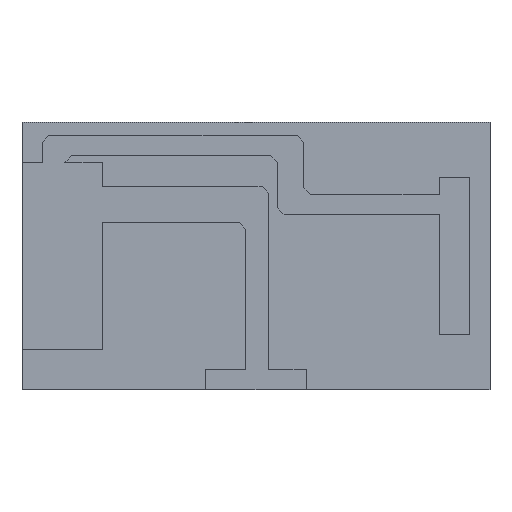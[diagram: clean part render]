
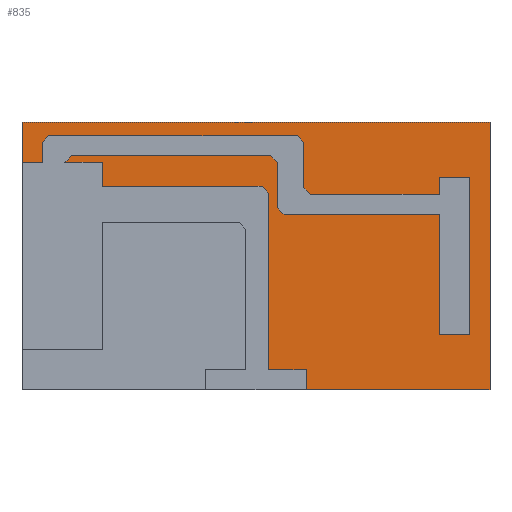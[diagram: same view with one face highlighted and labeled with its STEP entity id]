
A CAD part, front view. The second image highlights one B-rep face of the part: STEP entity #835.
In plain terms, the highlighted planar face has unit normal (0, -1, 0).
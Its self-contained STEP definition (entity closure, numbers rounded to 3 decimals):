
#49=FACE_OUTER_BOUND('',#90,.T.);
#90=EDGE_LOOP('',(#667,#668,#669,#670,#671,#672,#673,#674,#675,#676,#677,
#678,#679,#680,#681,#682,#683,#684,#685,#686,#687,#688,#689,#690,#691,#692,
#693,#694,#695,#696));
#97=LINE('',#1108,#214);
#101=LINE('',#1116,#218);
#104=LINE('',#1122,#221);
#107=LINE('',#1128,#224);
#110=LINE('',#1134,#227);
#113=LINE('',#1140,#230);
#116=LINE('',#1146,#233);
#119=LINE('',#1152,#236);
#122=LINE('',#1158,#239);
#125=LINE('',#1164,#242);
#128=LINE('',#1170,#245);
#131=LINE('',#1176,#248);
#134=LINE('',#1182,#251);
#137=LINE('',#1188,#254);
#140=LINE('',#1194,#257);
#143=LINE('',#1200,#260);
#146=LINE('',#1206,#263);
#156=LINE('',#1228,#273);
#160=LINE('',#1237,#277);
#164=LINE('',#1245,#281);
#167=LINE('',#1251,#284);
#170=LINE('',#1257,#287);
#173=LINE('',#1263,#290);
#176=LINE('',#1269,#293);
#179=LINE('',#1274,#296);
#181=LINE('',#1277,#298);
#200=LINE('',#1315,#317);
#201=LINE('',#1317,#318);
#202=LINE('',#1319,#319);
#203=LINE('',#1320,#320);
#214=VECTOR('',#907,10.);
#218=VECTOR('',#913,10.);
#221=VECTOR('',#918,10.);
#224=VECTOR('',#923,10.);
#227=VECTOR('',#928,10.);
#230=VECTOR('',#933,10.);
#233=VECTOR('',#938,10.);
#236=VECTOR('',#943,10.);
#239=VECTOR('',#948,10.);
#242=VECTOR('',#953,10.);
#245=VECTOR('',#958,10.);
#248=VECTOR('',#963,10.);
#251=VECTOR('',#968,10.);
#254=VECTOR('',#973,10.);
#257=VECTOR('',#978,10.);
#260=VECTOR('',#983,10.);
#263=VECTOR('',#988,10.);
#273=VECTOR('',#1004,10.);
#277=VECTOR('',#1010,10.);
#281=VECTOR('',#1016,10.);
#284=VECTOR('',#1021,10.);
#287=VECTOR('',#1026,10.);
#290=VECTOR('',#1031,10.);
#293=VECTOR('',#1036,10.);
#296=VECTOR('',#1041,10.);
#298=VECTOR('',#1045,10.);
#317=VECTOR('',#1078,10.);
#318=VECTOR('',#1079,10.);
#319=VECTOR('',#1080,10.);
#320=VECTOR('',#1081,10.);
#331=VERTEX_POINT('',#1106);
#332=VERTEX_POINT('',#1107);
#335=VERTEX_POINT('',#1115);
#337=VERTEX_POINT('',#1121);
#339=VERTEX_POINT('',#1127);
#341=VERTEX_POINT('',#1133);
#343=VERTEX_POINT('',#1139);
#345=VERTEX_POINT('',#1145);
#347=VERTEX_POINT('',#1151);
#349=VERTEX_POINT('',#1157);
#351=VERTEX_POINT('',#1163);
#353=VERTEX_POINT('',#1169);
#355=VERTEX_POINT('',#1175);
#357=VERTEX_POINT('',#1181);
#359=VERTEX_POINT('',#1187);
#361=VERTEX_POINT('',#1193);
#363=VERTEX_POINT('',#1199);
#365=VERTEX_POINT('',#1205);
#373=VERTEX_POINT('',#1226);
#374=VERTEX_POINT('',#1227);
#377=VERTEX_POINT('',#1235);
#378=VERTEX_POINT('',#1236);
#381=VERTEX_POINT('',#1244);
#383=VERTEX_POINT('',#1250);
#385=VERTEX_POINT('',#1256);
#387=VERTEX_POINT('',#1262);
#389=VERTEX_POINT('',#1268);
#402=VERTEX_POINT('',#1314);
#403=VERTEX_POINT('',#1316);
#404=VERTEX_POINT('',#1318);
#409=EDGE_CURVE('',#331,#332,#97,.T.);
#413=EDGE_CURVE('',#332,#335,#101,.T.);
#416=EDGE_CURVE('',#335,#337,#104,.T.);
#419=EDGE_CURVE('',#337,#339,#107,.T.);
#422=EDGE_CURVE('',#339,#341,#110,.T.);
#425=EDGE_CURVE('',#341,#343,#113,.T.);
#428=EDGE_CURVE('',#343,#345,#116,.T.);
#431=EDGE_CURVE('',#345,#347,#119,.T.);
#434=EDGE_CURVE('',#347,#349,#122,.T.);
#437=EDGE_CURVE('',#349,#351,#125,.T.);
#440=EDGE_CURVE('',#351,#353,#128,.T.);
#443=EDGE_CURVE('',#353,#355,#131,.T.);
#446=EDGE_CURVE('',#355,#357,#134,.T.);
#449=EDGE_CURVE('',#357,#359,#137,.T.);
#452=EDGE_CURVE('',#359,#361,#140,.T.);
#455=EDGE_CURVE('',#361,#363,#143,.T.);
#458=EDGE_CURVE('',#363,#365,#146,.T.);
#468=EDGE_CURVE('',#373,#374,#156,.T.);
#472=EDGE_CURVE('',#377,#378,#160,.T.);
#476=EDGE_CURVE('',#381,#377,#164,.T.);
#479=EDGE_CURVE('',#383,#381,#167,.T.);
#482=EDGE_CURVE('',#385,#383,#170,.T.);
#485=EDGE_CURVE('',#387,#385,#173,.T.);
#488=EDGE_CURVE('',#389,#387,#176,.T.);
#491=EDGE_CURVE('',#374,#389,#179,.T.);
#493=EDGE_CURVE('',#378,#331,#181,.T.);
#512=EDGE_CURVE('',#365,#402,#200,.T.);
#513=EDGE_CURVE('',#402,#403,#201,.T.);
#514=EDGE_CURVE('',#403,#404,#202,.T.);
#515=EDGE_CURVE('',#404,#373,#203,.T.);
#667=ORIENTED_EDGE('',*,*,#468,.T.);
#668=ORIENTED_EDGE('',*,*,#491,.T.);
#669=ORIENTED_EDGE('',*,*,#488,.T.);
#670=ORIENTED_EDGE('',*,*,#485,.T.);
#671=ORIENTED_EDGE('',*,*,#482,.T.);
#672=ORIENTED_EDGE('',*,*,#479,.T.);
#673=ORIENTED_EDGE('',*,*,#476,.T.);
#674=ORIENTED_EDGE('',*,*,#472,.T.);
#675=ORIENTED_EDGE('',*,*,#493,.T.);
#676=ORIENTED_EDGE('',*,*,#409,.T.);
#677=ORIENTED_EDGE('',*,*,#413,.T.);
#678=ORIENTED_EDGE('',*,*,#416,.T.);
#679=ORIENTED_EDGE('',*,*,#419,.T.);
#680=ORIENTED_EDGE('',*,*,#422,.T.);
#681=ORIENTED_EDGE('',*,*,#425,.T.);
#682=ORIENTED_EDGE('',*,*,#428,.T.);
#683=ORIENTED_EDGE('',*,*,#431,.T.);
#684=ORIENTED_EDGE('',*,*,#434,.T.);
#685=ORIENTED_EDGE('',*,*,#437,.T.);
#686=ORIENTED_EDGE('',*,*,#440,.T.);
#687=ORIENTED_EDGE('',*,*,#443,.T.);
#688=ORIENTED_EDGE('',*,*,#446,.T.);
#689=ORIENTED_EDGE('',*,*,#449,.T.);
#690=ORIENTED_EDGE('',*,*,#452,.T.);
#691=ORIENTED_EDGE('',*,*,#455,.T.);
#692=ORIENTED_EDGE('',*,*,#458,.T.);
#693=ORIENTED_EDGE('',*,*,#512,.T.);
#694=ORIENTED_EDGE('',*,*,#513,.T.);
#695=ORIENTED_EDGE('',*,*,#514,.T.);
#696=ORIENTED_EDGE('',*,*,#515,.T.);
#794=PLANE('',#896);
#835=ADVANCED_FACE('',(#49),#794,.T.);
#896=AXIS2_PLACEMENT_3D('',#1313,#1076,#1077);
#907=DIRECTION('',(1.,0.,0.));
#913=DIRECTION('',(0.,0.,-1.));
#918=DIRECTION('',(-1.,0.,0.));
#923=DIRECTION('',(0.,0.,1.));
#928=DIRECTION('',(-1.,0.,0.));
#933=DIRECTION('',(-0.707,0.,0.707));
#938=DIRECTION('',(0.,0.,1.));
#943=DIRECTION('',(-0.707,0.,0.707));
#948=DIRECTION('',(-1.,0.,0.));
#953=DIRECTION('',(-0.707,0.,-0.707));
#958=DIRECTION('',(1.,0.,0.));
#963=DIRECTION('',(0.,0.,-1.));
#968=DIRECTION('',(1.,0.,0.));
#973=DIRECTION('',(0.707,0.,-0.707));
#978=DIRECTION('',(0.,0.,-1.));
#983=DIRECTION('',(1.,0.,0.));
#988=DIRECTION('',(0.,0.,-1.));
#1004=DIRECTION('',(1.,0.,0.));
#1010=DIRECTION('',(1.,0.,0.));
#1016=DIRECTION('',(0.707,0.,-0.707));
#1021=DIRECTION('',(0.,0.,-1.));
#1026=DIRECTION('',(0.707,0.,-0.707));
#1031=DIRECTION('',(1.,0.,0.));
#1036=DIRECTION('',(0.707,0.,0.707));
#1041=DIRECTION('',(0.,0.,1.));
#1045=DIRECTION('',(0.,0.,1.));
#1076=DIRECTION('center_axis',(0.,-1.,0.));
#1077=DIRECTION('ref_axis',(0.,0.,-1.));
#1078=DIRECTION('',(1.,0.,0.));
#1079=DIRECTION('',(0.,0.,1.));
#1080=DIRECTION('',(-1.,0.,0.));
#1081=DIRECTION('',(0.,0.,-1.));
#1106=CARTESIAN_POINT('',(-38.,0.,-41.));
#1107=CARTESIAN_POINT('',(-15.,0.,-41.));
#1108=CARTESIAN_POINT('',(-106.5,0.,-41.));
#1115=CARTESIAN_POINT('',(-15.,0.,-159.));
#1116=CARTESIAN_POINT('',(-15.,0.,-70.5));
#1121=CARTESIAN_POINT('',(-38.,0.,-159.));
#1122=CARTESIAN_POINT('',(-95.,0.,-159.));
#1127=CARTESIAN_POINT('',(-38.,0.,-69.));
#1128=CARTESIAN_POINT('',(-38.,0.,-129.5));
#1133=CARTESIAN_POINT('',(-154.031,0.,-69.));
#1134=CARTESIAN_POINT('',(-106.5,0.,-69.));
#1139=CARTESIAN_POINT('',(-159.031,0.,-64.));
#1140=CARTESIAN_POINT('',(-151.523,0.,-71.508));
#1145=CARTESIAN_POINT('',(-159.031,0.,-30.));
#1146=CARTESIAN_POINT('',(-159.031,0.,-82.));
#1151=CARTESIAN_POINT('',(-164.031,0.,-25.));
#1152=CARTESIAN_POINT('',(-145.523,0.,-43.508));
#1157=CARTESIAN_POINT('',(-313.,0.,-25.));
#1158=CARTESIAN_POINT('',(-169.516,0.,-25.));
#1163=CARTESIAN_POINT('',(-318.,0.,-30.));
#1164=CARTESIAN_POINT('',(-297.25,0.,-9.25));
#1169=CARTESIAN_POINT('',(-290.,0.,-30.));
#1170=CARTESIAN_POINT('',(-262.5,0.,-30.));
#1175=CARTESIAN_POINT('',(-290.,0.,-48.));
#1176=CARTESIAN_POINT('',(-290.,0.,-65.));
#1181=CARTESIAN_POINT('',(-170.5,0.,-48.));
#1182=CARTESIAN_POINT('',(-232.5,0.,-48.));
#1187=CARTESIAN_POINT('',(-165.5,0.,-53.));
#1188=CARTESIAN_POINT('',(-158.625,0.,-59.875));
#1193=CARTESIAN_POINT('',(-165.5,0.,-185.));
#1194=CARTESIAN_POINT('',(-165.5,0.,-76.5));
#1199=CARTESIAN_POINT('',(-137.5,0.,-185.));
#1200=CARTESIAN_POINT('',(-193.75,0.,-185.));
#1205=CARTESIAN_POINT('',(-137.5,0.,-200.));
#1206=CARTESIAN_POINT('',(-137.5,0.,-142.5));
#1226=CARTESIAN_POINT('',(-350.,0.,-30.));
#1227=CARTESIAN_POINT('',(-335.,0.,-30.));
#1228=CARTESIAN_POINT('',(-262.5,0.,-30.));
#1235=CARTESIAN_POINT('',(-134.219,0.,-54.));
#1236=CARTESIAN_POINT('',(-38.,0.,-54.));
#1237=CARTESIAN_POINT('',(-154.609,0.,-54.));
#1244=CARTESIAN_POINT('',(-139.219,0.,-49.));
#1245=CARTESIAN_POINT('',(-135.414,0.,-52.805));
#1250=CARTESIAN_POINT('',(-139.219,0.,-15.));
#1251=CARTESIAN_POINT('',(-139.219,0.,-57.5));
#1256=CARTESIAN_POINT('',(-144.219,0.,-10.));
#1257=CARTESIAN_POINT('',(-129.414,0.,-24.805));
#1262=CARTESIAN_POINT('',(-330.,0.,-10.));
#1263=CARTESIAN_POINT('',(-252.5,0.,-10.));
#1268=CARTESIAN_POINT('',(-335.,0.,-15.));
#1269=CARTESIAN_POINT('',(-316.25,0.,3.75));
#1274=CARTESIAN_POINT('',(-335.,0.,-65.));
#1277=CARTESIAN_POINT('',(-38.,0.,-129.5));
#1313=CARTESIAN_POINT('Origin',(-175.,0.,-100.));
#1314=CARTESIAN_POINT('',(0.,0.,-200.));
#1315=CARTESIAN_POINT('',(-350.,0.,-200.));
#1316=CARTESIAN_POINT('',(0.,0.,0.));
#1317=CARTESIAN_POINT('',(0.,0.,-200.));
#1318=CARTESIAN_POINT('',(-350.,0.,0.));
#1319=CARTESIAN_POINT('',(0.,0.,0.));
#1320=CARTESIAN_POINT('',(-350.,0.,0.));
